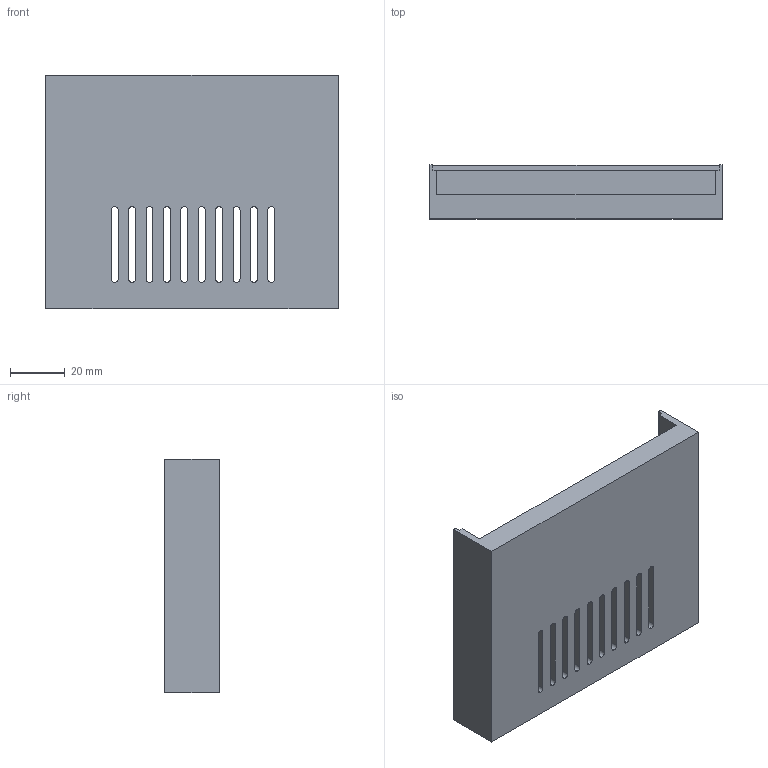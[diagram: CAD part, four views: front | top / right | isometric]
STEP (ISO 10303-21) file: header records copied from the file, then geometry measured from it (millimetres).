
FILE_DESCRIPTION (( 'STEP AP203' ), '1' );
FILE_NAME ('jnano_case_bottom.STEP', '2022-07-07T03:45:41', ( '' ), ( '' ), 'SwSTEP 2.0', 'SolidWorks 2020', '' );
FILE_SCHEMA (( 'CONFIG_CONTROL_DESIGN' ));
Length unit declared in the file: millimetre
Products named in the file (1): jnano_case_bottom
Bounding box: 106.68 x 19.81 x 85.09 mm (x, y, z)
Volume: 34162.3 mm3; surface area: 29885.3 mm2
Topology: 1 solids, 1 shells, 125 faces, 354 edges, 236 vertices
Faces by surface type: plane 76, cylinder 49
Entity records: 4183 total; most frequent: CARTESIAN_POINT 719, ORIENTED_EDGE 708, DIRECTION 702, EDGE_CURVE 354, LINE 256, VECTOR 256, VERTEX_POINT 236, AXIS2_PLACEMENT_3D 223
